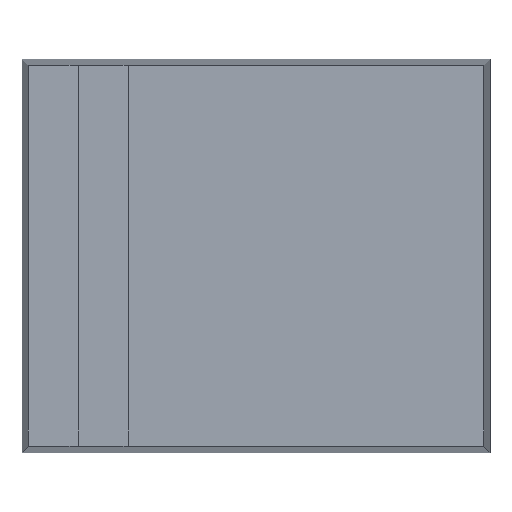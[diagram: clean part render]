
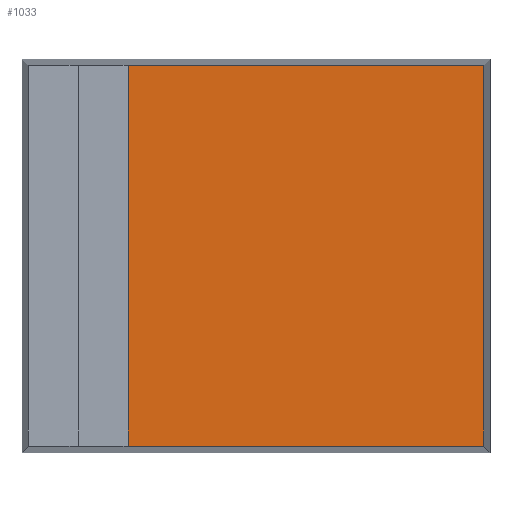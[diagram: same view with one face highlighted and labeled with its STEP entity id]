
A CAD part, top view. The second image highlights one B-rep face of the part: STEP entity #1033.
In plain terms, the highlighted planar face has unit normal (0, 0, 1).
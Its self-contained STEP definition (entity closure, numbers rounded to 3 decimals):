
#859=CARTESIAN_POINT('',(-2.05,-3.05,3.8));
#860=VERTEX_POINT('',#859);
#890=CARTESIAN_POINT('',(-2.05,3.05,3.8));
#891=VERTEX_POINT('',#890);
#892=CARTESIAN_POINT('',(-2.05,3.05,3.8));
#893=DIRECTION('',(0.0,-1.0,0.0));
#894=VECTOR('',#893,6.1);
#895=LINE('',#892,#894);
#896=EDGE_CURVE('',#891,#860,#895,.T.);
#1003=CARTESIAN_POINT('',(0.0,0.,3.8));
#1004=DIRECTION('',(0.0,0.0,1.0));
#1005=DIRECTION('',(1.0,0.0,0.0));
#1006=AXIS2_PLACEMENT_3D('',#1003,#1004,#1005);
#1007=PLANE('',#1006);
#1008=ORIENTED_EDGE('',*,*,#896,.T.);
#1009=CARTESIAN_POINT('',(3.65,-3.05,3.8));
#1010=VERTEX_POINT('',#1009);
#1011=CARTESIAN_POINT('',(3.65,-3.05,3.8));
#1012=DIRECTION('',(-1.0,0.0,0.0));
#1013=VECTOR('',#1012,5.7);
#1014=LINE('',#1011,#1013);
#1015=EDGE_CURVE('',#1010,#860,#1014,.T.);
#1016=ORIENTED_EDGE('',*,*,#1015,.F.);
#1017=CARTESIAN_POINT('',(3.65,3.05,3.8));
#1018=VERTEX_POINT('',#1017);
#1019=CARTESIAN_POINT('',(3.65,3.05,3.8));
#1020=DIRECTION('',(0.0,-1.0,0.0));
#1021=VECTOR('',#1020,6.1);
#1022=LINE('',#1019,#1021);
#1023=EDGE_CURVE('',#1018,#1010,#1022,.T.);
#1024=ORIENTED_EDGE('',*,*,#1023,.F.);
#1025=CARTESIAN_POINT('',(-2.05,3.05,3.8));
#1026=DIRECTION('',(1.0,0.0,0.0));
#1027=VECTOR('',#1026,5.7);
#1028=LINE('',#1025,#1027);
#1029=EDGE_CURVE('',#891,#1018,#1028,.T.);
#1030=ORIENTED_EDGE('',*,*,#1029,.F.);
#1031=EDGE_LOOP('',(#1008,#1016,#1024,#1030));
#1032=FACE_OUTER_BOUND('',#1031,.T.);
#1033=ADVANCED_FACE('',(#1032),#1007,.T.);
